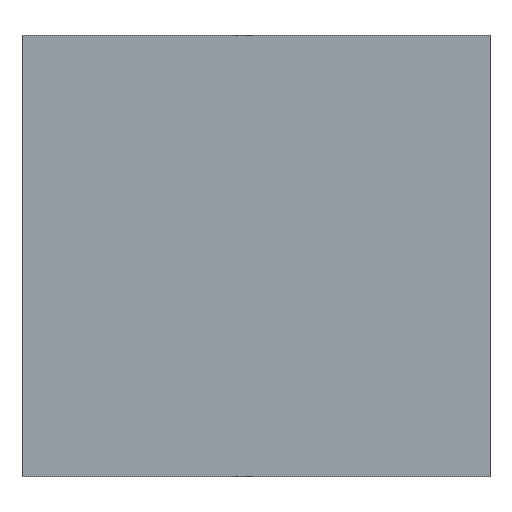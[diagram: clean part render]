
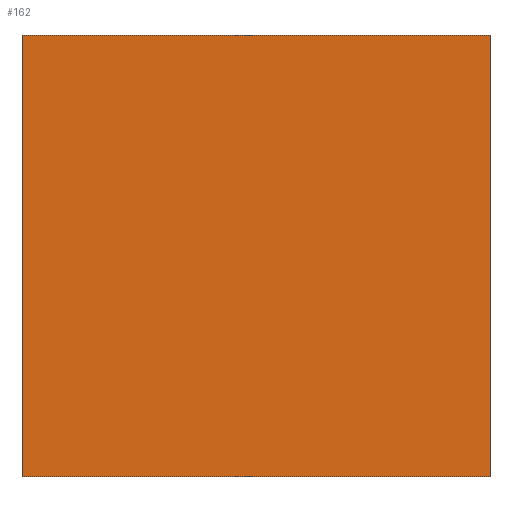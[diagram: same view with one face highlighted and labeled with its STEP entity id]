
A CAD part, top view. The second image highlights one B-rep face of the part: STEP entity #162.
In plain terms, the highlighted planar face has unit normal (0, 0, 1).
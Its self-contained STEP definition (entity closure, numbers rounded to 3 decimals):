
#42=CARTESIAN_POINT('',(66.295,178.938,27.2));
#43=VERTEX_POINT('',#42);
#50=CARTESIAN_POINT('',(94.495,178.938,27.2));
#51=VERTEX_POINT('',#50);
#52=CARTESIAN_POINT('',(94.495,178.938,27.2));
#53=DIRECTION('',(-1.,0.,0.));
#54=VECTOR('',#53,28.2);
#55=LINE('',#52,#54);
#56=EDGE_CURVE('',#51,#43,#55,.T.);
#81=CARTESIAN_POINT('',(94.495,152.338,27.2));
#82=VERTEX_POINT('',#81);
#83=CARTESIAN_POINT('',(94.495,152.338,27.2));
#84=DIRECTION('',(0.,1.,0.));
#85=VECTOR('',#84,26.6);
#86=LINE('',#83,#85);
#87=EDGE_CURVE('',#82,#51,#86,.T.);
#112=CARTESIAN_POINT('',(66.295,152.338,27.2));
#113=VERTEX_POINT('',#112);
#114=CARTESIAN_POINT('',(66.295,152.338,27.2));
#115=DIRECTION('',(1.,0.,-0.));
#116=VECTOR('',#115,28.2);
#117=LINE('',#114,#116);
#118=EDGE_CURVE('',#113,#82,#117,.T.);
#141=CARTESIAN_POINT('',(66.295,178.938,27.2));
#142=DIRECTION('',(0.,-1.,0.));
#143=VECTOR('',#142,26.6);
#144=LINE('',#141,#143);
#145=EDGE_CURVE('',#43,#113,#144,.T.);
#151=CARTESIAN_POINT('',(0.,0.,27.2));
#152=DIRECTION('',(0.,0.,-1.));
#153=DIRECTION('',(-1.,0.,0.));
#154=AXIS2_PLACEMENT_3D('',#151,#152,#153);
#155=PLANE('',#154);
#156=ORIENTED_EDGE('',*,*,#56,.T.);
#157=ORIENTED_EDGE('',*,*,#145,.T.);
#158=ORIENTED_EDGE('',*,*,#118,.T.);
#159=ORIENTED_EDGE('',*,*,#87,.T.);
#160=EDGE_LOOP('',(#156,#157,#158,#159));
#161=FACE_BOUND('',#160,.T.);
#162=ADVANCED_FACE('',(#161),#155,.F.);
